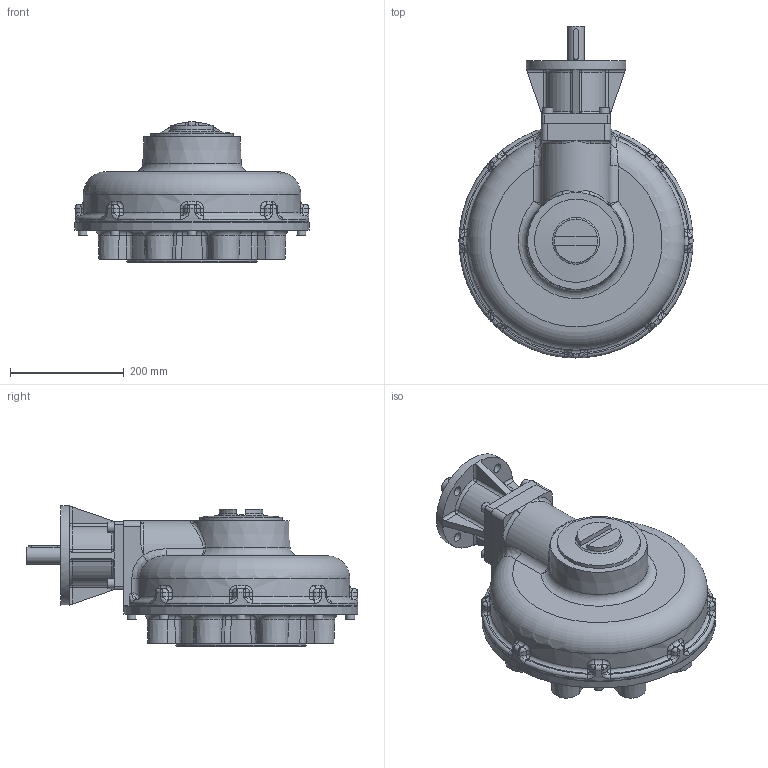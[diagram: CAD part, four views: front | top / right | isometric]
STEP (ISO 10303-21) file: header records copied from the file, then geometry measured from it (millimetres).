
FILE_DESCRIPTION(/* description */ ('Unknown'),/* implementation_level */ '2;1');
FILE_NAME(/* name */ 'PUBIB10-F14-F30_simplified',/* time_stamp */ '2015-12-10T08:47:52+00:00',/* author */ ('Unknown'),/* organization */ ('Unknown'),/* preprocessor_version */ 'ST-DEVELOPER v16',/* originating_system */ 'DEX',/* authorisation */ $);
FILE_SCHEMA (('AUTOMOTIVE_DESIGN {1 0 10303 214 3 1 1}'));
Length unit declared in the file: millimetre
Products named in the file (1): PUBIB10-F14-F30_simplified
Bounding box: 412 x 584.23 x 247.05 mm (x, y, z)
Surface area: 696436.3 mm2 (no closed solid volume)
Topology: 0 solids, 31 shells, 580 faces, 1469 edges, 856 vertices
Faces by surface type: plane 175, cylinder 139, torus 91, bspline 68, sphere 60, cone 47
Full cylindrical faces by diameter (mm): 6.647 x1, 16 x8, 16.5 x4, 17.294 x8, 18 x4, 30 x1, 50 x1, 100 x1, 110.17 x1, 146.05 x1, 175 x1, 229.95 x1, 240 x1, 412 x1
Entity records: 26306 total; most frequent: CARTESIAN_POINT 10166, DIRECTION 2748, ORIENTED_EDGE 2496, EDGE_CURVE 1302, AXIS2_PLACEMENT_3D 1143, VERTEX_POINT 833, FACE_BOUND 713, EDGE_LOOP 704
